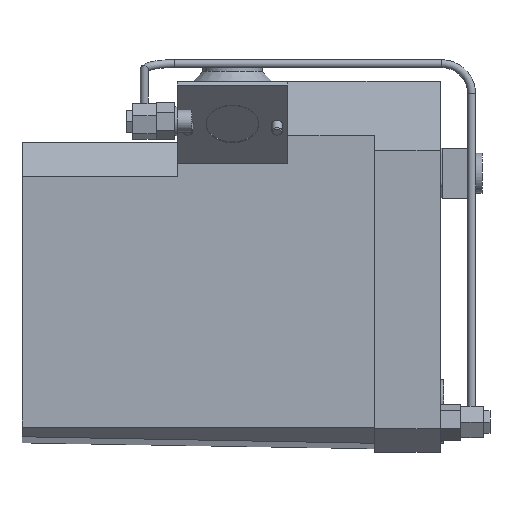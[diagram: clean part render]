
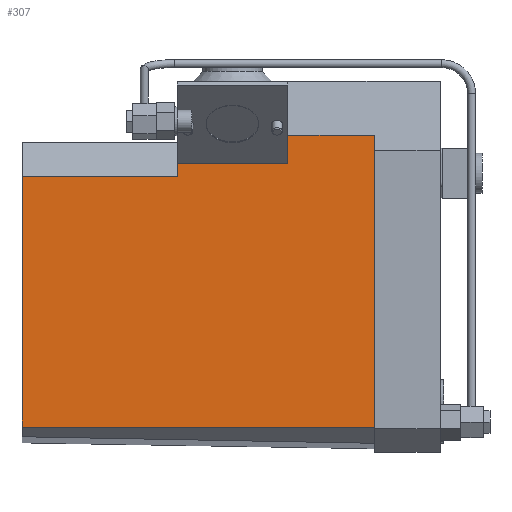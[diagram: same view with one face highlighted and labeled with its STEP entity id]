
A CAD part, left-side view. The second image highlights one B-rep face of the part: STEP entity #307.
In plain terms, the highlighted planar face has unit normal (-1, 0, 0).
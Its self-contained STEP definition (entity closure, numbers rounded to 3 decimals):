
#75=CARTESIAN_POINT('',(-30.096,21.926,78.664));
#76=VERTEX_POINT('',#75);
#204=CARTESIAN_POINT('',(-30.096,21.926,68.291));
#205=VERTEX_POINT('',#204);
#212=CARTESIAN_POINT('',(-30.096,21.926,68.291));
#213=DIRECTION('',(0.0,0.0,1.0));
#214=VECTOR('',#213,10.373);
#215=LINE('',#212,#214);
#216=EDGE_CURVE('',#205,#76,#215,.T.);
#227=CARTESIAN_POINT('',(-30.096,-62.074,78.664));
#228=VERTEX_POINT('',#227);
#229=CARTESIAN_POINT('',(-30.096,21.926,78.664));
#230=DIRECTION('',(0.0,-1.0,0.0));
#231=VECTOR('',#230,84.0);
#232=LINE('',#229,#231);
#233=EDGE_CURVE('',#76,#228,#232,.T.);
#252=CARTESIAN_POINT('',(-30.096,-128.074,99.151));
#253=DIRECTION('',(-1.0,0.0,0.0));
#254=DIRECTION('',(0.0,0.0,1.0));
#255=AXIS2_PLACEMENT_3D('',#252,#253,#254);
#256=PLANE('',#255);
#257=CARTESIAN_POINT('',(-30.096,139.926,68.291));
#258=VERTEX_POINT('',#257);
#259=CARTESIAN_POINT('',(-30.096,139.926,68.291));
#260=DIRECTION('',(0.0,-1.0,0.0));
#261=VECTOR('',#260,118.);
#262=LINE('',#259,#261);
#263=EDGE_CURVE('',#258,#205,#262,.T.);
#264=ORIENTED_EDGE('',*,*,#263,.F.);
#265=CARTESIAN_POINT('',(-30.096,139.926,-121.895));
#266=VERTEX_POINT('',#265);
#267=CARTESIAN_POINT('',(-30.096,139.926,68.291));
#268=DIRECTION('',(0.0,0.0,-1.0));
#269=VECTOR('',#268,190.186);
#270=LINE('',#267,#269);
#271=EDGE_CURVE('',#258,#266,#270,.T.);
#272=ORIENTED_EDGE('',*,*,#271,.T.);
#273=CARTESIAN_POINT('',(-30.096,-128.074,-121.895));
#274=VERTEX_POINT('',#273);
#275=CARTESIAN_POINT('',(-30.096,-128.074,-121.895));
#276=DIRECTION('',(0.0,1.0,0.0));
#277=VECTOR('',#276,268.0);
#278=LINE('',#275,#277);
#279=EDGE_CURVE('',#274,#266,#278,.T.);
#280=ORIENTED_EDGE('',*,*,#279,.F.);
#281=CARTESIAN_POINT('',(-30.096,-128.074,99.81));
#282=VERTEX_POINT('',#281);
#283=CARTESIAN_POINT('',(-30.096,-128.074,99.81));
#284=DIRECTION('',(0.0,0.0,-1.0));
#285=VECTOR('',#284,221.705);
#286=LINE('',#283,#285);
#287=EDGE_CURVE('',#282,#274,#286,.T.);
#288=ORIENTED_EDGE('',*,*,#287,.F.);
#289=CARTESIAN_POINT('',(-30.096,-62.074,99.81));
#290=VERTEX_POINT('',#289);
#291=CARTESIAN_POINT('',(-30.096,-128.074,99.81));
#292=DIRECTION('',(0.0,1.0,0.0));
#293=VECTOR('',#292,66.);
#294=LINE('',#291,#293);
#295=EDGE_CURVE('',#282,#290,#294,.T.);
#296=ORIENTED_EDGE('',*,*,#295,.T.);
#297=CARTESIAN_POINT('',(-30.096,-62.074,99.81));
#298=DIRECTION('',(0.0,0.0,-1.0));
#299=VECTOR('',#298,21.146);
#300=LINE('',#297,#299);
#301=EDGE_CURVE('',#290,#228,#300,.T.);
#302=ORIENTED_EDGE('',*,*,#301,.T.);
#303=ORIENTED_EDGE('',*,*,#233,.F.);
#304=ORIENTED_EDGE('',*,*,#216,.F.);
#305=EDGE_LOOP('',(#264,#272,#280,#288,#296,#302,#303,#304));
#306=FACE_OUTER_BOUND('',#305,.T.);
#307=ADVANCED_FACE('',(#306),#256,.T.);
